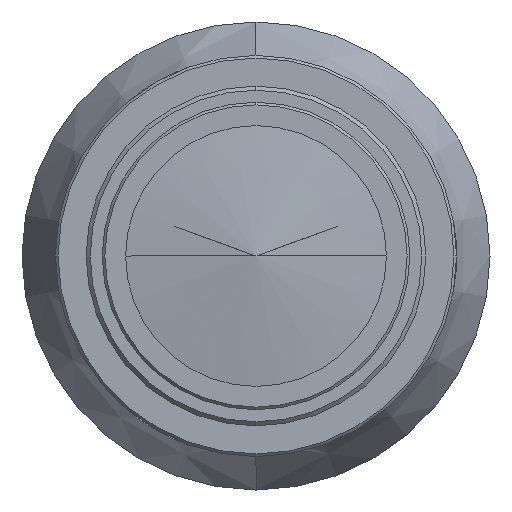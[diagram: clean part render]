
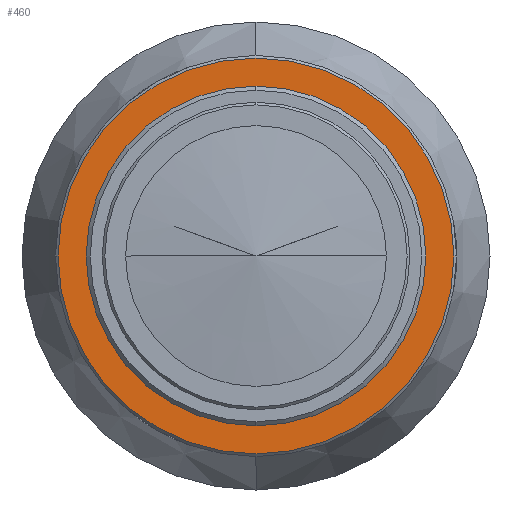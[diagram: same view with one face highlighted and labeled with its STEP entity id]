
A CAD part, left-side view. The second image highlights one B-rep face of the part: STEP entity #460.
In plain terms, the highlighted planar face has unit normal (-1, 0, 0).
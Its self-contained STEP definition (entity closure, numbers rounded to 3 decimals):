
#42 = EDGE_CURVE ( 'NONE', #1351, #1366, #265, .T. ) ;
#46 = EDGE_CURVE ( 'NONE', #1211, #1197, #263, .T. ) ;
#55 = EDGE_CURVE ( 'NONE', #1366, #1351, #255, .T. ) ;
#183 = FACE_OUTER_BOUND ( 'NONE', #1331, .T. ) ;
#188 = FACE_BOUND ( 'NONE', #1332, .T. ) ;
#205 = CIRCLE ( 'NONE', #341, 14.8 ) ;
#255 = CIRCLE ( 'NONE', #362, 12.3 ) ;
#263 = CIRCLE ( 'NONE', #322, 14.8 ) ;
#265 = CIRCLE ( 'NONE', #323, 12.3 ) ;
#322 = AXIS2_PLACEMENT_3D ( 'NONE', #1156, #1158, #1160 ) ;
#323 = AXIS2_PLACEMENT_3D ( 'NONE', #1054, #1055, #1061 ) ;
#341 = AXIS2_PLACEMENT_3D ( 'NONE', #696, #685, #709 ) ;
#362 = AXIS2_PLACEMENT_3D ( 'NONE', #565, #570, #571 ) ;
#419 = AXIS2_PLACEMENT_3D ( 'NONE', #800, #517, #789 ) ;
#431 = EDGE_CURVE ( 'NONE', #1197, #1211, #205, .T. ) ;
#460 = ADVANCED_FACE ( 'NONE', ( #188, #183 ), #937, .F. ) ;
#517 = DIRECTION ( 'NONE',  ( 1., 0., 0. ) ) ;
#565 = CARTESIAN_POINT ( 'NONE',  ( -100.93, 0., 0. ) ) ;
#570 = DIRECTION ( 'NONE',  ( -1., 0., 0. ) ) ;
#571 = DIRECTION ( 'NONE',  ( 0., -1., 0. ) ) ;
#666 = CARTESIAN_POINT ( 'NONE',  ( -100.93, -12.3, 0. ) ) ;
#681 = CARTESIAN_POINT ( 'NONE',  ( -100.93, 12.3, 0. ) ) ;
#685 = DIRECTION ( 'NONE',  ( -1., 0., 0. ) ) ;
#696 = CARTESIAN_POINT ( 'NONE',  ( -100.93, 0., 0. ) ) ;
#708 = CARTESIAN_POINT ( 'NONE',  ( -100.93, 14.8, 0. ) ) ;
#709 = DIRECTION ( 'NONE',  ( 0., 1., 0. ) ) ;
#723 = CARTESIAN_POINT ( 'NONE',  ( -100.93, -14.8, 0. ) ) ;
#789 = DIRECTION ( 'NONE',  ( 0., 0., -1. ) ) ;
#800 = CARTESIAN_POINT ( 'NONE',  ( -100.93, -14.978, 14.978 ) ) ;
#937 = PLANE ( 'NONE',  #419 ) ;
#1054 = CARTESIAN_POINT ( 'NONE',  ( -100.93, 0., 0. ) ) ;
#1055 = DIRECTION ( 'NONE',  ( -1., 0., 0. ) ) ;
#1061 = DIRECTION ( 'NONE',  ( 0., -1., 0. ) ) ;
#1156 = CARTESIAN_POINT ( 'NONE',  ( -100.93, 0., 0. ) ) ;
#1158 = DIRECTION ( 'NONE',  ( -1., 0., 0. ) ) ;
#1160 = DIRECTION ( 'NONE',  ( 0., 1., 0. ) ) ;
#1197 = VERTEX_POINT ( 'NONE', #723 ) ;
#1211 = VERTEX_POINT ( 'NONE', #708 ) ;
#1331 = EDGE_LOOP ( 'NONE', ( #1527, #1427 ) ) ;
#1332 = EDGE_LOOP ( 'NONE', ( #1525, #1406 ) ) ;
#1351 = VERTEX_POINT ( 'NONE', #681 ) ;
#1366 = VERTEX_POINT ( 'NONE', #666 ) ;
#1406 = ORIENTED_EDGE ( 'NONE', *, *, #42, .F. ) ;
#1427 = ORIENTED_EDGE ( 'NONE', *, *, #431, .T. ) ;
#1525 = ORIENTED_EDGE ( 'NONE', *, *, #55, .F. ) ;
#1527 = ORIENTED_EDGE ( 'NONE', *, *, #46, .T. ) ;
